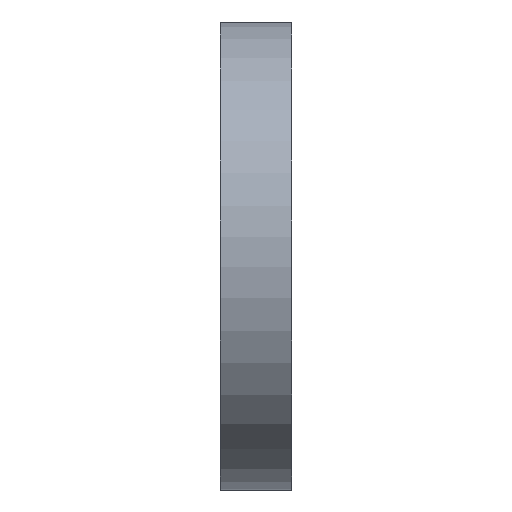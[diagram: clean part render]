
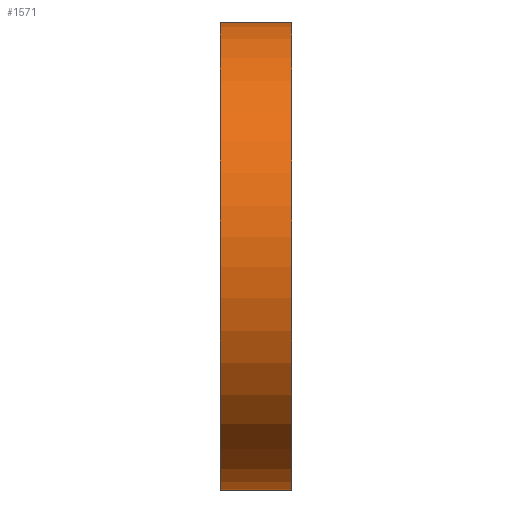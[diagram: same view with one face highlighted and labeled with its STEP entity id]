
A CAD part, front view. The second image highlights one B-rep face of the part: STEP entity #1571.
In plain terms, the highlighted free-form (B-spline) face has degree [2, 1] with [5, 2] control points.
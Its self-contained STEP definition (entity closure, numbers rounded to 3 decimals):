
#42 = ( BOUNDED_SURFACE() B_SPLINE_SURFACE(2,1,(
    (#43,#44)
    ,(#45,#46)
,(#47,#48
  )),.UNSPECIFIED.,.F.,.F.,.F.) B_SPLINE_SURFACE_WITH_KNOTS((3,3),(2,2),
  (4.177,4.758),(-4.5,0.),.PIECEWISE_BEZIER_KNOTS.) 
GEOMETRIC_REPRESENTATION_ITEM() RATIONAL_B_SPLINE_SURFACE((
    (1.,1.)
    ,(0.958,0.958)
,(1.,1.))) REPRESENTATION_ITEM('') SURFACE() );
#43 = CARTESIAN_POINT('',(4.5,78.,12.5));
#44 = CARTESIAN_POINT('',(9.,78.,12.5));
#45 = CARTESIAN_POINT('',(4.5,82.626,9.756));
#46 = CARTESIAN_POINT('',(9.,82.626,9.756));
#47 = CARTESIAN_POINT('',(4.5,88.,10.));
#48 = CARTESIAN_POINT('',(9.,88.,10.));
#70 = B_SPLINE_SURFACE_WITH_KNOTS('',1,1,(
    (#71,#72)
    ,(#73,#74)),.UNSPECIFIED.,.F.,.F.,.F.,(2,2),(2,2),(-37.349,
    33.349),(-25.308,5.308),
  .PIECEWISE_BEZIER_KNOTS.);
#71 = CARTESIAN_POINT('',(4.5,125.349,-15.308));
#72 = CARTESIAN_POINT('',(4.5,125.349,15.308));
#73 = CARTESIAN_POINT('',(4.5,54.651,-15.308));
#74 = CARTESIAN_POINT('',(4.5,54.651,15.308));
#121 = B_SPLINE_SURFACE_WITH_KNOTS('',1,1,(
    (#122,#123)
    ,(#124,#125
    )),.UNSPECIFIED.,.F.,.F.,.F.,(2,2),(2,2),(-37.349,
    33.349),(-25.308,5.308),
  .PIECEWISE_BEZIER_KNOTS.);
#122 = CARTESIAN_POINT('',(9.,125.349,-15.308));
#123 = CARTESIAN_POINT('',(9.,125.349,15.308));
#124 = CARTESIAN_POINT('',(9.,54.651,-15.308));
#125 = CARTESIAN_POINT('',(9.,54.651,15.308));
#135 = EDGE_CURVE('',#136,#138,#140,.T.);
#136 = VERTEX_POINT('',#137);
#137 = CARTESIAN_POINT('',(9.,78.,12.5));
#138 = VERTEX_POINT('',#139);
#139 = CARTESIAN_POINT('',(4.5,78.,12.5));
#140 = SURFACE_CURVE('',#141,(#144,#151),.PCURVE_S1.);
#141 = B_SPLINE_CURVE_WITH_KNOTS('',1,(#142,#143),.UNSPECIFIED.,.F.,.F.,
  (2,2),(0.,4.5),.PIECEWISE_BEZIER_KNOTS.);
#142 = CARTESIAN_POINT('',(9.,78.,12.5));
#143 = CARTESIAN_POINT('',(4.5,78.,12.5));
#144 = PCURVE('',#42,#145);
#145 = DEFINITIONAL_REPRESENTATION('',(#146),#150);
#146 = B_SPLINE_CURVE_WITH_KNOTS('',2,(#147,#148,#149),.UNSPECIFIED.,.F.
  ,.F.,(3,3),(0.,4.5),.PIECEWISE_BEZIER_KNOTS.);
#147 = CARTESIAN_POINT('',(4.177,0.));
#148 = CARTESIAN_POINT('',(4.177,-2.25));
#149 = CARTESIAN_POINT('',(4.177,-4.5));
#150 = ( GEOMETRIC_REPRESENTATION_CONTEXT(2) 
PARAMETRIC_REPRESENTATION_CONTEXT() REPRESENTATION_CONTEXT('2D SPACE',''
  ) );
#151 = PCURVE('',#152,#163);
#152 = ( BOUNDED_SURFACE() B_SPLINE_SURFACE(2,1,(
    (#153,#154)
    ,(#155,#156)
    ,(#157,#158)
    ,(#159,#160)
,(#161,#162
    )),.UNSPECIFIED.,.F.,.F.,.F.) B_SPLINE_SURFACE_WITH_KNOTS((3,2,3),(2
    ,2),(1.001,3.142,5.282),(-4.5,0.),
.PIECEWISE_BEZIER_KNOTS.) GEOMETRIC_REPRESENTATION_ITEM() 
RATIONAL_B_SPLINE_SURFACE((
    (1.,1.)
    ,(0.48,0.48)
    ,(1.,1.)
    ,(0.48,0.48)
,(1.,1.))) REPRESENTATION_ITEM('') SURFACE() );
#153 = CARTESIAN_POINT('',(4.5,78.,12.5));
#154 = CARTESIAN_POINT('',(9.,78.,12.5));
#155 = CARTESIAN_POINT('',(4.5,55.159,27.118));
#156 = CARTESIAN_POINT('',(9.,55.159,27.118));
#157 = CARTESIAN_POINT('',(4.5,55.159,0.));
#158 = CARTESIAN_POINT('',(9.,55.159,0.));
#159 = CARTESIAN_POINT('',(4.5,55.159,-27.118));
#160 = CARTESIAN_POINT('',(9.,55.159,-27.118));
#161 = CARTESIAN_POINT('',(4.5,78.,-12.5));
#162 = CARTESIAN_POINT('',(9.,78.,-12.5));
#163 = DEFINITIONAL_REPRESENTATION('',(#164),#168);
#164 = B_SPLINE_CURVE_WITH_KNOTS('',2,(#165,#166,#167),.UNSPECIFIED.,.F.
  ,.F.,(3,3),(0.,4.5),.PIECEWISE_BEZIER_KNOTS.);
#165 = CARTESIAN_POINT('',(1.001,0.));
#166 = CARTESIAN_POINT('',(1.001,-2.25));
#167 = CARTESIAN_POINT('',(1.001,-4.5));
#168 = ( GEOMETRIC_REPRESENTATION_CONTEXT(2) 
PARAMETRIC_REPRESENTATION_CONTEXT() REPRESENTATION_CONTEXT('2D SPACE',''
  ) );
#384 = VERTEX_POINT('',#385);
#385 = CARTESIAN_POINT('',(9.,78.,-12.5));
#399 = ( BOUNDED_SURFACE() B_SPLINE_SURFACE(2,1,(
    (#400,#401)
    ,(#402,#403)
,(#404,#405
    )),.UNSPECIFIED.,.F.,.F.,.F.) B_SPLINE_SURFACE_WITH_KNOTS((3,3),(2,2
    ),(1.525,2.106),(-4.5,0.),
.PIECEWISE_BEZIER_KNOTS.) GEOMETRIC_REPRESENTATION_ITEM() 
RATIONAL_B_SPLINE_SURFACE((
    (1.,1.)
    ,(0.958,0.958)
,(1.,1.))) REPRESENTATION_ITEM('') SURFACE() );
#400 = CARTESIAN_POINT('',(4.5,88.,-10.));
#401 = CARTESIAN_POINT('',(9.,88.,-10.));
#402 = CARTESIAN_POINT('',(4.5,82.626,-9.756));
#403 = CARTESIAN_POINT('',(9.,82.626,-9.756));
#404 = CARTESIAN_POINT('',(4.5,78.,-12.5));
#405 = CARTESIAN_POINT('',(9.,78.,-12.5));
#413 = EDGE_CURVE('',#136,#384,#414,.T.);
#414 = SURFACE_CURVE('',#415,(#421,#430),.PCURVE_S1.);
#415 = ( BOUNDED_CURVE() B_SPLINE_CURVE(2,(#416,#417,#418,#419,#420),
.UNSPECIFIED.,.F.,.F.) B_SPLINE_CURVE_WITH_KNOTS((3,2,3),(1.001
,3.142,5.282),.PIECEWISE_BEZIER_KNOTS.) CURVE() 
GEOMETRIC_REPRESENTATION_ITEM() RATIONAL_B_SPLINE_CURVE((1.,
0.48,1.,0.48,1.)) REPRESENTATION_ITEM('') );
#416 = CARTESIAN_POINT('',(9.,78.,12.5));
#417 = CARTESIAN_POINT('',(9.,55.159,27.118));
#418 = CARTESIAN_POINT('',(9.,55.159,0.));
#419 = CARTESIAN_POINT('',(9.,55.159,-27.118));
#420 = CARTESIAN_POINT('',(9.,78.,-12.5));
#421 = PCURVE('',#121,#422);
#422 = DEFINITIONAL_REPRESENTATION('',(#423),#429);
#423 = ( BOUNDED_CURVE() B_SPLINE_CURVE(2,(#424,#425,#426,#427,#428),
.UNSPECIFIED.,.F.,.F.) B_SPLINE_CURVE_WITH_KNOTS((3,2,3),(1.001
,3.142,5.282),.PIECEWISE_BEZIER_KNOTS.) CURVE() 
GEOMETRIC_REPRESENTATION_ITEM() RATIONAL_B_SPLINE_CURVE((1.,
0.48,1.,0.48,1.)) REPRESENTATION_ITEM('') );
#424 = CARTESIAN_POINT('',(10.,2.5));
#425 = CARTESIAN_POINT('',(32.841,17.118));
#426 = CARTESIAN_POINT('',(32.841,-10.));
#427 = CARTESIAN_POINT('',(32.841,-37.118));
#428 = CARTESIAN_POINT('',(10.,-22.5));
#429 = ( GEOMETRIC_REPRESENTATION_CONTEXT(2) 
PARAMETRIC_REPRESENTATION_CONTEXT() REPRESENTATION_CONTEXT('2D SPACE',''
  ) );
#430 = PCURVE('',#152,#431);
#431 = DEFINITIONAL_REPRESENTATION('',(#432),#438);
#432 = B_SPLINE_CURVE_WITH_KNOTS('',2,(#433,#434,#435,#436,#437),
  .UNSPECIFIED.,.F.,.F.,(3,2,3),(1.001,3.142,
    5.282),.PIECEWISE_BEZIER_KNOTS.);
#433 = CARTESIAN_POINT('',(1.001,0.));
#434 = CARTESIAN_POINT('',(2.072,0.));
#435 = CARTESIAN_POINT('',(3.142,0.));
#436 = CARTESIAN_POINT('',(4.212,0.));
#437 = CARTESIAN_POINT('',(5.282,0.));
#438 = ( GEOMETRIC_REPRESENTATION_CONTEXT(2) 
PARAMETRIC_REPRESENTATION_CONTEXT() REPRESENTATION_CONTEXT('2D SPACE',''
  ) );
#1207 = VERTEX_POINT('',#1208);
#1208 = CARTESIAN_POINT('',(4.5,78.,-12.5));
#1229 = EDGE_CURVE('',#138,#1207,#1230,.T.);
#1230 = SURFACE_CURVE('',#1231,(#1237,#1246),.PCURVE_S1.);
#1231 = ( BOUNDED_CURVE() B_SPLINE_CURVE(2,(#1232,#1233,#1234,#1235,
#1236),.UNSPECIFIED.,.F.,.F.) B_SPLINE_CURVE_WITH_KNOTS((3,2,3),(
    1.001,3.142,5.282),
.PIECEWISE_BEZIER_KNOTS.) CURVE() GEOMETRIC_REPRESENTATION_ITEM() 
RATIONAL_B_SPLINE_CURVE((1.,0.48,1.,0.48,1.)) 
REPRESENTATION_ITEM('') );
#1232 = CARTESIAN_POINT('',(4.5,78.,12.5));
#1233 = CARTESIAN_POINT('',(4.5,55.159,27.118));
#1234 = CARTESIAN_POINT('',(4.5,55.159,0.));
#1235 = CARTESIAN_POINT('',(4.5,55.159,-27.118));
#1236 = CARTESIAN_POINT('',(4.5,78.,-12.5));
#1237 = PCURVE('',#70,#1238);
#1238 = DEFINITIONAL_REPRESENTATION('',(#1239),#1245);
#1239 = ( BOUNDED_CURVE() B_SPLINE_CURVE(2,(#1240,#1241,#1242,#1243,
#1244),.UNSPECIFIED.,.F.,.F.) B_SPLINE_CURVE_WITH_KNOTS((3,2,3),(
    1.001,3.142,5.282),
.PIECEWISE_BEZIER_KNOTS.) CURVE() GEOMETRIC_REPRESENTATION_ITEM() 
RATIONAL_B_SPLINE_CURVE((1.,0.48,1.,0.48,1.)) 
REPRESENTATION_ITEM('') );
#1240 = CARTESIAN_POINT('',(10.,2.5));
#1241 = CARTESIAN_POINT('',(32.841,17.118));
#1242 = CARTESIAN_POINT('',(32.841,-10.));
#1243 = CARTESIAN_POINT('',(32.841,-37.118));
#1244 = CARTESIAN_POINT('',(10.,-22.5));
#1245 = ( GEOMETRIC_REPRESENTATION_CONTEXT(2) 
PARAMETRIC_REPRESENTATION_CONTEXT() REPRESENTATION_CONTEXT('2D SPACE',''
  ) );
#1246 = PCURVE('',#152,#1247);
#1247 = DEFINITIONAL_REPRESENTATION('',(#1248),#1254);
#1248 = B_SPLINE_CURVE_WITH_KNOTS('',2,(#1249,#1250,#1251,#1252,#1253),
  .UNSPECIFIED.,.F.,.F.,(3,2,3),(1.001,3.142,
    5.282),.PIECEWISE_BEZIER_KNOTS.);
#1249 = CARTESIAN_POINT('',(1.001,-4.5));
#1250 = CARTESIAN_POINT('',(2.072,-4.5));
#1251 = CARTESIAN_POINT('',(3.142,-4.5));
#1252 = CARTESIAN_POINT('',(4.212,-4.5));
#1253 = CARTESIAN_POINT('',(5.282,-4.5));
#1254 = ( GEOMETRIC_REPRESENTATION_CONTEXT(2) 
PARAMETRIC_REPRESENTATION_CONTEXT() REPRESENTATION_CONTEXT('2D SPACE',''
  ) );
#1571 = ADVANCED_FACE('',(#1572),#152,.T.);
#1572 = FACE_BOUND('',#1573,.T.);
#1573 = EDGE_LOOP('',(#1574,#1575,#1576,#1596));
#1574 = ORIENTED_EDGE('',*,*,#135,.T.);
#1575 = ORIENTED_EDGE('',*,*,#1229,.T.);
#1576 = ORIENTED_EDGE('',*,*,#1577,.F.);
#1577 = EDGE_CURVE('',#384,#1207,#1578,.T.);
#1578 = SURFACE_CURVE('',#1579,(#1582,#1589),.PCURVE_S1.);
#1579 = B_SPLINE_CURVE_WITH_KNOTS('',1,(#1580,#1581),.UNSPECIFIED.,.F.,
  .F.,(2,2),(0.,4.5),.PIECEWISE_BEZIER_KNOTS.);
#1580 = CARTESIAN_POINT('',(9.,78.,-12.5));
#1581 = CARTESIAN_POINT('',(4.5,78.,-12.5));
#1582 = PCURVE('',#152,#1583);
#1583 = DEFINITIONAL_REPRESENTATION('',(#1584),#1588);
#1584 = B_SPLINE_CURVE_WITH_KNOTS('',2,(#1585,#1586,#1587),
  .UNSPECIFIED.,.F.,.F.,(3,3),(0.,4.5),.PIECEWISE_BEZIER_KNOTS.);
#1585 = CARTESIAN_POINT('',(5.282,0.));
#1586 = CARTESIAN_POINT('',(5.282,-2.25));
#1587 = CARTESIAN_POINT('',(5.282,-4.5));
#1588 = ( GEOMETRIC_REPRESENTATION_CONTEXT(2) 
PARAMETRIC_REPRESENTATION_CONTEXT() REPRESENTATION_CONTEXT('2D SPACE',''
  ) );
#1589 = PCURVE('',#399,#1590);
#1590 = DEFINITIONAL_REPRESENTATION('',(#1591),#1595);
#1591 = B_SPLINE_CURVE_WITH_KNOTS('',2,(#1592,#1593,#1594),
  .UNSPECIFIED.,.F.,.F.,(3,3),(0.,4.5),.PIECEWISE_BEZIER_KNOTS.);
#1592 = CARTESIAN_POINT('',(2.106,0.));
#1593 = CARTESIAN_POINT('',(2.106,-2.25));
#1594 = CARTESIAN_POINT('',(2.106,-4.5));
#1595 = ( GEOMETRIC_REPRESENTATION_CONTEXT(2) 
PARAMETRIC_REPRESENTATION_CONTEXT() REPRESENTATION_CONTEXT('2D SPACE',''
  ) );
#1596 = ORIENTED_EDGE('',*,*,#413,.F.);
